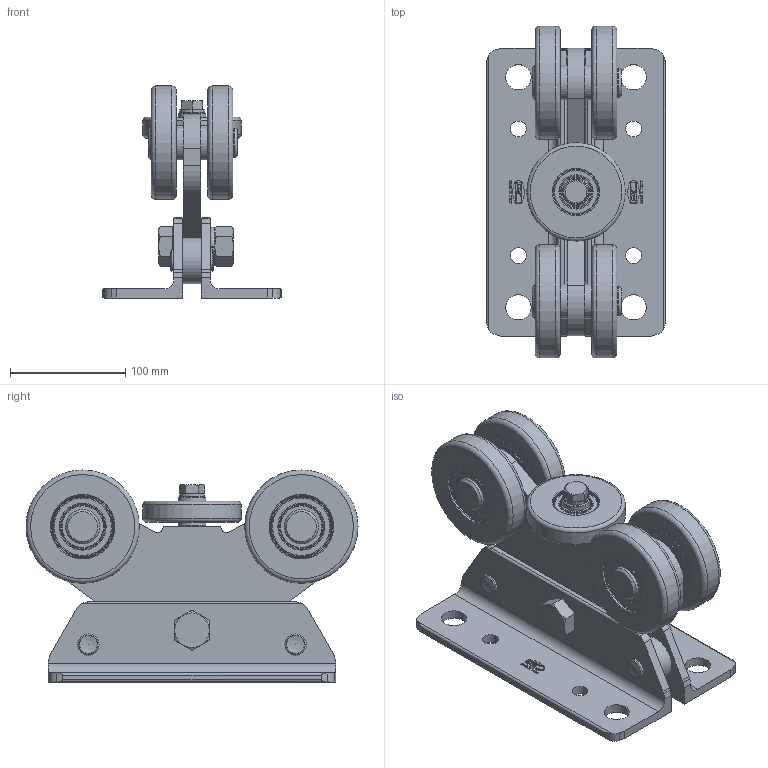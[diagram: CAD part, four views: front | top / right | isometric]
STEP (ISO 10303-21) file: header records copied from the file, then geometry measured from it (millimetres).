
FILE_DESCRIPTION( ( 'Unknown' ), '1' );
FILE_NAME( 'FAC_VD1100.100.stp', 'Unknown', ( 'Unknown' ), ( 'Unknown' ), 'PSStep 17.0.49', 'Unknown', ' ' );
FILE_SCHEMA( ( 'AUTOMOTIVE_DESIGN { 1 0 10303 214 1 1 1 1 }' ) );
Length unit declared in the file: millimetre
Products named in the file (1): 210 B19_01
Bounding box: 155.8 x 288.5 x 184.25 mm (x, y, z)
Volume: 1560413.4 mm3; surface area: 354346.3 mm2
Topology: 1 solids, 26 shells, 953 faces, 2212 edges, 1441 vertices
Faces by surface type: plane 501, cylinder 231, cone 126, torus 67, extrusion 20, bspline 4, sphere 4
Full cylindrical faces by diameter (mm): 2 x4, 10.106 x2, 12 x3, 13.835 x4, 17 x7, 17.294 x1, 18.5 x4, 18.9 x1, 20 x4, 22 x4, 23.5 x2, 24 x2, 25 x10, 26 x8, 26.811 x2, 29.9 x1, 30 x6, 36.1 x16, 37.1 x8, 38 x2, 40 x3, 41 x2, 47 x2, 50.9 x8, 52 x1, 54.6 x8, 55 x4, 62 x8, 67 x4, 85.5 x1
Entity records: 33142 total; most frequent: CARTESIAN_POINT 5803, DIRECTION 3899, ORIENTED_EDGE 3616, EDGE_CURVE 1808, AXIS2_PLACEMENT_3D 1610, EDGE_LOOP 1468, VERTEX_POINT 1356, FACE_OUTER_BOUND 1156
